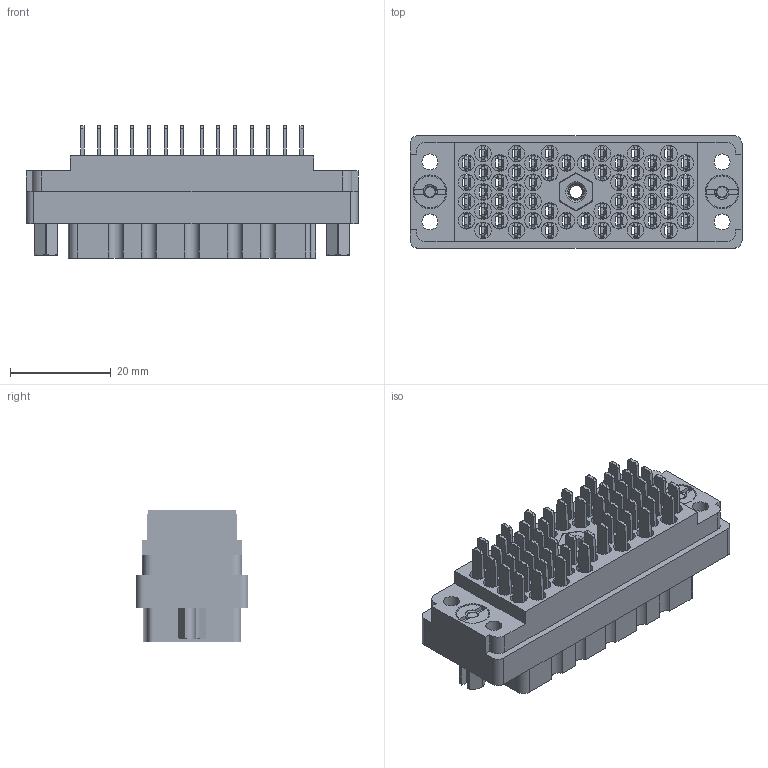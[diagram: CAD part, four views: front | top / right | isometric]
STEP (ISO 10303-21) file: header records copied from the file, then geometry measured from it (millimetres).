
FILE_DESCRIPTION (( 'STEP AP203' ), '1' );
FILE_NAME ('516-056-501-602.STEP', '2020-09-08T17:04:14', ( '' ), ( '' ), 'SwSTEP 2.0', 'SolidWorks 2020', '' );
FILE_SCHEMA (( 'CONFIG_CONTROL_DESIGN' ));
Length unit declared in the file: inch
Products named in the file (7): 516-252-021-102_056; 516 Part Receptacle_056; 516-056-501-602; 516-221-038-102_057; 516-252-035-100_516-252-035-100; 516-292-001_501 Contact; 516-221-038-102_056
Assembly tree (62 placements, depth 2):
  516-056-501-602
    516 Part Receptacle_056
    516-292-001_501 Contact  x56
    516-252-021-102_056  x2
    516-221-038-102_056
    516-252-035-100_516-252-035-100
    516-221-038-102_057
Bounding box: 65.84 x 22.25 x 26.21 mm (x, y, z)
Volume: 16860 mm3; surface area: 31571.3 mm2
Topology: 62 solids, 62 shells, 5518 faces, 15980 edges, 10602 vertices
Faces by surface type: plane 3247, cylinder 1857, bspline 370, cone 44
Entity records: 59814 total; most frequent: CARTESIAN_POINT 16271, ORIENTED_EDGE 8892, DIRECTION 8454, EDGE_CURVE 4446, LINE 3058, VECTOR 3058, VERTEX_POINT 2952, AXIS2_PLACEMENT_3D 2698
